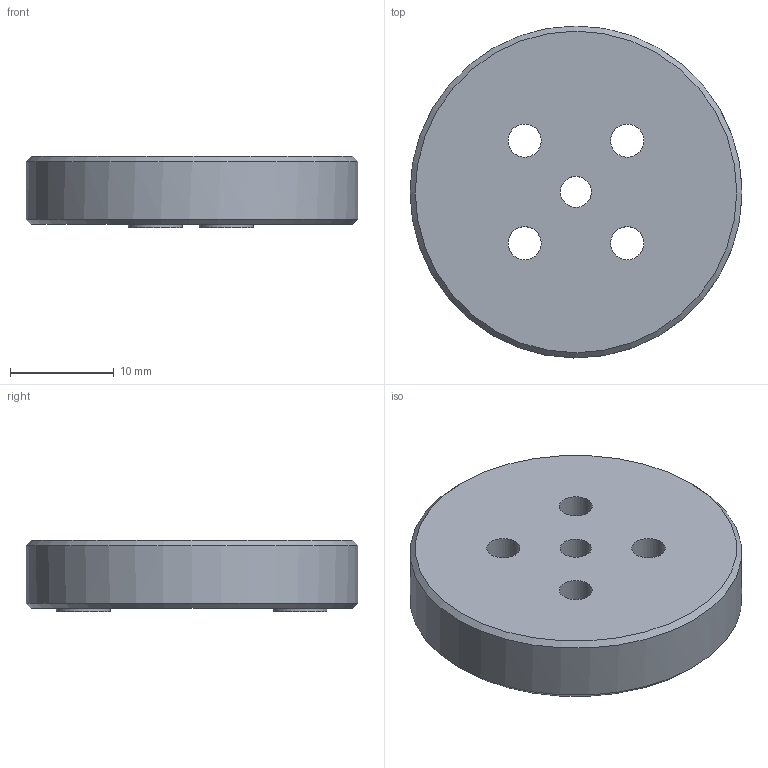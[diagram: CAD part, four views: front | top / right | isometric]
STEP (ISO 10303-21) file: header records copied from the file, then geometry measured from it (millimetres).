
FILE_DESCRIPTION(/* description */ ('STEP AP242','CAx-IF Rec.Pracs.---Representation and Presentation of Product Manufacturing Information (PMI)---4.0---2014-10-13','CAx-IF Rec.Pracs.---3D Tessellated Geometry---0.4---2014-09-14','2;1'),/* implementation_level */ '2;1');
FILE_NAME(/* name */ 'PincOpen - Cam',/* time_stamp */ '2025-03-10T14:50:41Z',/* author */ (''),/* organization */ (''),/* preprocessor_version */ 'ST-DEVELOPER v20',/* originating_system */ 'ONSHAPE BY PTC INC, 1.194',/* authorisation */ ' ');
FILE_SCHEMA (('AP242_MANAGED_MODEL_BASED_3D_ENGINEERING_MIM_LF { 1 0 10303 442 1 1 4 }'));
Length unit declared in the file: metre
Products named in the file (1): Cam
Bounding box: 32.01 x 32 x 6.85 mm (x, y, z)
Volume: 4576.9 mm3; surface area: 2753.4 mm2
Topology: 1 solids, 1 shells, 35 faces, 71 edges, 48 vertices
Faces by surface type: cylinder 17, plane 16, cone 2
Full cylindrical faces by diameter (mm): 3 x1, 3.2 x4, 4 x2, 4.2 x2, 5.2 x2, 5.5 x5, 32 x1
Entity records: 830 total; most frequent: DIRECTION 154, CARTESIAN_POINT 129, ORIENTED_EDGE 92, AXIS2_PLACEMENT_3D 74, EDGE_LOOP 73, FACE_BOUND 73, EDGE_CURVE 46, VERTEX_POINT 41
